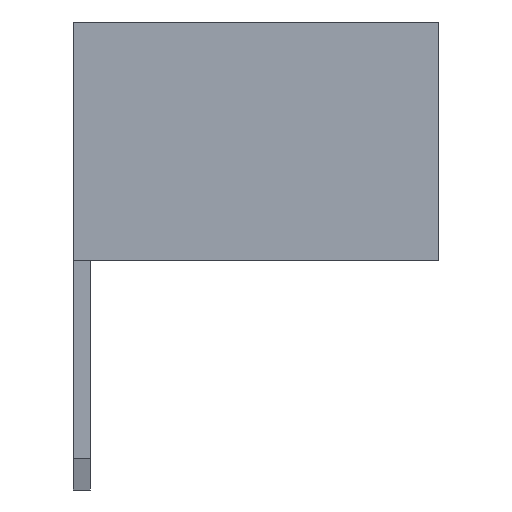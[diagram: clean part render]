
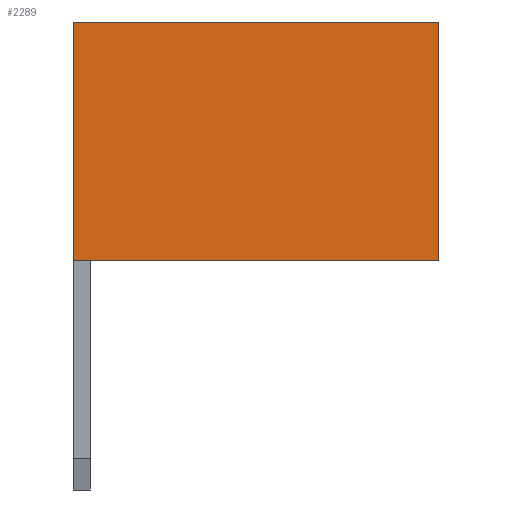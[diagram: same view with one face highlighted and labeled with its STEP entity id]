
A CAD part, left-side view. The second image highlights one B-rep face of the part: STEP entity #2289.
In plain terms, the highlighted planar face has unit normal (-1, 0, 0).
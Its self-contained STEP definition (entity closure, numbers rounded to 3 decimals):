
#2289=ADVANCED_FACE('',(#16237),#16239,.T.);
#16237=FACE_BOUND('',#16238,.T.);
#16238=EDGE_LOOP('',(#27397,#27398,#27399,#27400));
#16239=PLANE('',#16240);
#16240=AXIS2_PLACEMENT_3D('',#16241,#16242,#16243);
#16241=CARTESIAN_POINT('',(-1.,-4.2,0.));
#16242=DIRECTION('',(-1.,0.,0.));
#16243=DIRECTION('',(0.,0.,1.));
#27397=ORIENTED_EDGE('',*,*,#35101,.T.);
#27398=ORIENTED_EDGE('',*,*,#35510,.T.);
#27399=ORIENTED_EDGE('',*,*,#34892,.F.);
#27400=ORIENTED_EDGE('',*,*,#35509,.F.);
#34892=EDGE_CURVE('',#39610,#39612,#39613,.T.);
#35101=EDGE_CURVE('',#39906,#39907,#39908,.T.);
#35509=EDGE_CURVE('',#39906,#39610,#40585,.T.);
#35510=EDGE_CURVE('',#39907,#39612,#40586,.T.);
#39610=VERTEX_POINT('',#47510);
#39612=VERTEX_POINT('',#47514);
#39613=LINE('',#47515,#47516);
#39906=VERTEX_POINT('',#48226);
#39907=VERTEX_POINT('',#48227);
#39908=LINE('',#48228,#48229);
#40585=LINE('',#49721,#49722);
#40586=LINE('',#49724,#49725);
#47510=CARTESIAN_POINT('',(-1.,0.1,0.));
#47514=CARTESIAN_POINT('',(-1.,0.1,2.8));
#47515=CARTESIAN_POINT('',(-1.,0.1,0.));
#47516=VECTOR('',#47517,1.);
#47517=DIRECTION('',(0.,0.,1.));
#48226=CARTESIAN_POINT('',(-1.,-4.2,0.));
#48227=CARTESIAN_POINT('',(-1.,-4.2,2.8));
#48228=CARTESIAN_POINT('',(-1.,-4.2,0.));
#48229=VECTOR('',#48230,1.);
#48230=DIRECTION('',(0.,0.,1.));
#49721=CARTESIAN_POINT('',(-1.,-4.2,0.));
#49722=VECTOR('',#49723,1.);
#49723=DIRECTION('',(0.,1.,0.));
#49724=CARTESIAN_POINT('',(-1.,-4.2,2.8));
#49725=VECTOR('',#49726,1.);
#49726=DIRECTION('',(0.,1.,0.));
